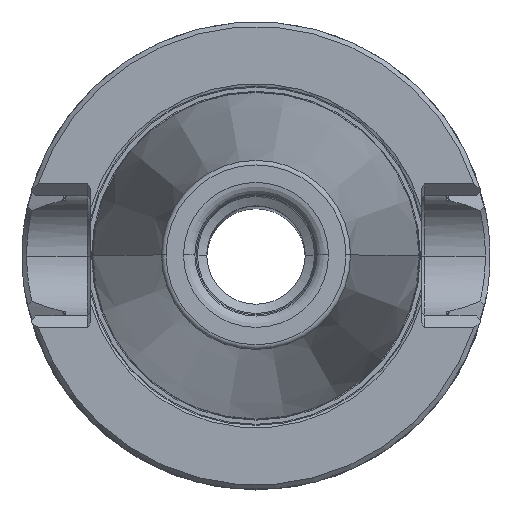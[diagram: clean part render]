
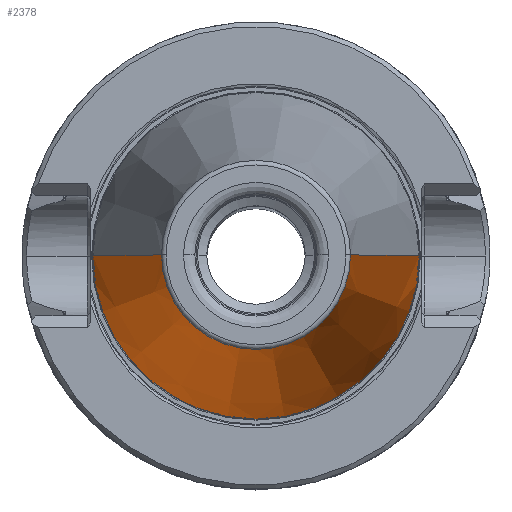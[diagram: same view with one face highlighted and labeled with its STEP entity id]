
A CAD part, top view. The second image highlights one B-rep face of the part: STEP entity #2378.
In plain terms, the highlighted conical face has half-angle 8.297 degrees and reference radius 19.102 mm.
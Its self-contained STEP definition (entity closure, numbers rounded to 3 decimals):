
#1130=EDGE_CURVE('NONE',#1928,#2130,#2827,.T.);
#1292=VERTEX_POINT('NONE',#3011);
#1316=EDGE_CURVE('NONE',#2130,#1292,#3036,.T.);
#1890=VERTEX_POINT('NONE',#3680);
#1918=EDGE_CURVE('NONE',#1292,#1890,#3710,.F.);
#1928=VERTEX_POINT('NONE',#3721);
#2016=EDGE_CURVE('NONE',#1928,#1890,#3817,.T.);
#2130=VERTEX_POINT('NONE',#3947);
#2378=ADVANCED_FACE('NONE',(#4212),#4213,.T.);
#2827=CIRCLE('',#4985,20.199);
#3011=CARTESIAN_POINT('',(-34.925,0.,0.0));
#3036=LINE('',#5379,#5380);
#3680=CARTESIAN_POINT('',(34.925,0.0,0.0));
#3710=CIRCLE('',#6532,34.925);
#3721=CARTESIAN_POINT('',(20.199,0.0,100.978));
#3817=LINE('',#6823,#6824);
#3947=CARTESIAN_POINT('',(-20.199,0.,100.978));
#4212=FACE_OUTER_BOUND('',#7546,.T.);
#4213=CONICAL_SURFACE('',#7547,19.102,0.145);
#4985=AXIS2_PLACEMENT_3D('',#8117,#8118,#8119);
#5379=CARTESIAN_POINT('',(-19.102,0.,108.5));
#5380=VECTOR('',#8390,1000.0);
#6532=AXIS2_PLACEMENT_3D('',#9220,#9221,#9222);
#6823=CARTESIAN_POINT('',(19.102,0.0,108.5));
#6824=VECTOR('',#9344,1000.0);
#7546=EDGE_LOOP('',(#9755,#9756,#9757,#9758));
#7547=AXIS2_PLACEMENT_3D('',#9759,#9760,#9761);
#8117=CARTESIAN_POINT('',(0.0,0.0,100.978));
#8118=DIRECTION('',(0.0,0.0,-1.0));
#8119=DIRECTION('',(1.0,0.0,0.0));
#8390=DIRECTION('',(-0.144,0.,-0.99));
#9220=CARTESIAN_POINT('',(0.0,0.0,0.0));
#9221=DIRECTION('',(0.0,0.0,-1.0));
#9222=DIRECTION('',(1.0,0.0,0.0));
#9344=DIRECTION('',(0.144,0.0,-0.99));
#9755=ORIENTED_EDGE('',*,*,#1130,.T.);
#9756=ORIENTED_EDGE('',*,*,#1316,.T.);
#9757=ORIENTED_EDGE('',*,*,#1918,.T.);
#9758=ORIENTED_EDGE('',*,*,#2016,.F.);
#9759=CARTESIAN_POINT('',(0.0,0.0,108.5));
#9760=DIRECTION('',(-0.0,0.0,-1.0));
#9761=DIRECTION('',(1.0,0.0,0.0));
